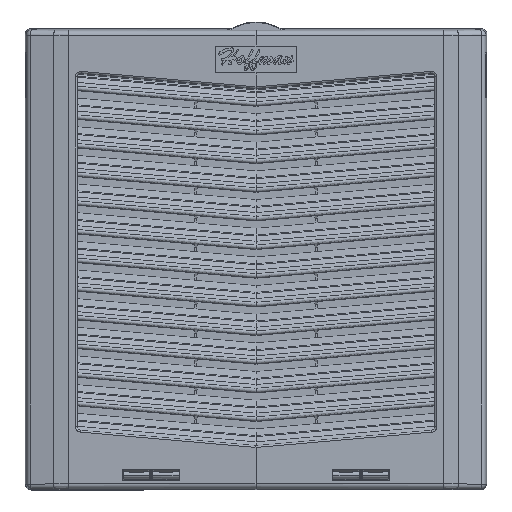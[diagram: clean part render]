
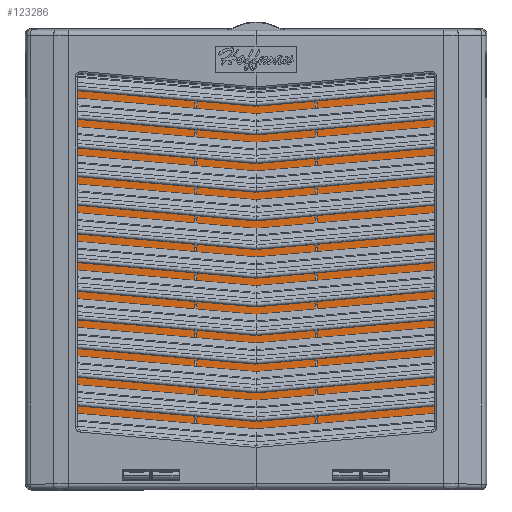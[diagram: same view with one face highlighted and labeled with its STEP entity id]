
A CAD part, top view. The second image highlights one B-rep face of the part: STEP entity #123286.
In plain terms, the highlighted planar face has unit normal (0, 0, 1).
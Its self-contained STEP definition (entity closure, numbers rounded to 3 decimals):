
#185 = EDGE_CURVE ( 'NONE', #27420, #114206, #141230, .T. ) ;
#1139 = DIRECTION ( 'NONE',  ( -1., 0., 0. ) ) ;
#4157 = EDGE_CURVE ( 'NONE', #40992, #122509, #70748, .T. ) ;
#8403 = DIRECTION ( 'NONE',  ( 0., -1., 0. ) ) ;
#13645 = CARTESIAN_POINT ( 'NONE',  ( 107.5, 107.5, 0. ) ) ;
#21406 = CARTESIAN_POINT ( 'NONE',  ( -107.5, -107.5, 0. ) ) ;
#27420 = VERTEX_POINT ( 'NONE', #13645 ) ;
#27511 = ORIENTED_EDGE ( 'NONE', *, *, #185, .T. ) ;
#40992 = VERTEX_POINT ( 'NONE', #43225 ) ;
#42007 = VECTOR ( 'NONE', #155944, 1000. ) ;
#42143 = CARTESIAN_POINT ( 'NONE',  ( 107.5, -107.5, 0. ) ) ;
#43225 = CARTESIAN_POINT ( 'NONE',  ( -107.5, -107.5, 0. ) ) ;
#47724 = VECTOR ( 'NONE', #154836, 1000. ) ;
#51942 = VECTOR ( 'NONE', #8403, 1000. ) ;
#55894 = LINE ( 'NONE', #82838, #51942 ) ;
#56305 = AXIS2_PLACEMENT_3D ( 'NONE', #150075, #75589, #1139 ) ;
#66829 = VECTOR ( 'NONE', #133443, 1000. ) ;
#70748 = LINE ( 'NONE', #21406, #66829 ) ;
#75589 = DIRECTION ( 'NONE',  ( 0., 0., -1. ) ) ;
#80300 = CARTESIAN_POINT ( 'NONE',  ( 107.5, -107.5, 0. ) ) ;
#80736 = LINE ( 'NONE', #80300, #47724 ) ;
#82744 = ORIENTED_EDGE ( 'NONE', *, *, #4157, .T. ) ;
#82838 = CARTESIAN_POINT ( 'NONE',  ( -107.5, -107.5, 0. ) ) ;
#94727 = EDGE_LOOP ( 'NONE', ( #112236, #27511, #99527, #82744 ) ) ;
#99527 = ORIENTED_EDGE ( 'NONE', *, *, #152813, .T. ) ;
#100021 = PLANE ( 'NONE',  #56305 ) ;
#105906 = CARTESIAN_POINT ( 'NONE',  ( -107.5, 107.5, 0. ) ) ;
#112236 = ORIENTED_EDGE ( 'NONE', *, *, #129826, .T. ) ;
#114206 = VERTEX_POINT ( 'NONE', #117222 ) ;
#117222 = CARTESIAN_POINT ( 'NONE',  ( -107.5, 107.5, 0. ) ) ;
#122509 = VERTEX_POINT ( 'NONE', #42143 ) ;
#123286 = ADVANCED_FACE ( 'NONE', ( #145014 ), #100021, .F. ) ;
#129826 = EDGE_CURVE ( 'NONE', #122509, #27420, #80736, .T. ) ;
#133443 = DIRECTION ( 'NONE',  ( 1., 0., 0. ) ) ;
#141230 = LINE ( 'NONE', #105906, #42007 ) ;
#145014 = FACE_OUTER_BOUND ( 'NONE', #94727, .T. ) ;
#150075 = CARTESIAN_POINT ( 'NONE',  ( 0., 0., 0. ) ) ;
#152813 = EDGE_CURVE ( 'NONE', #114206, #40992, #55894, .T. ) ;
#154836 = DIRECTION ( 'NONE',  ( 0., 1., 0. ) ) ;
#155944 = DIRECTION ( 'NONE',  ( -1., 0., 0. ) ) ;
